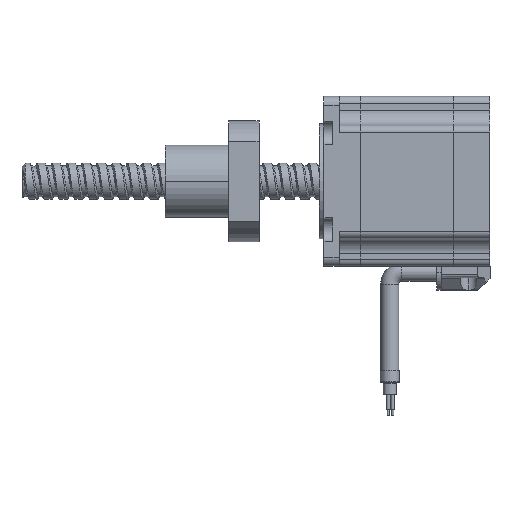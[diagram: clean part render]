
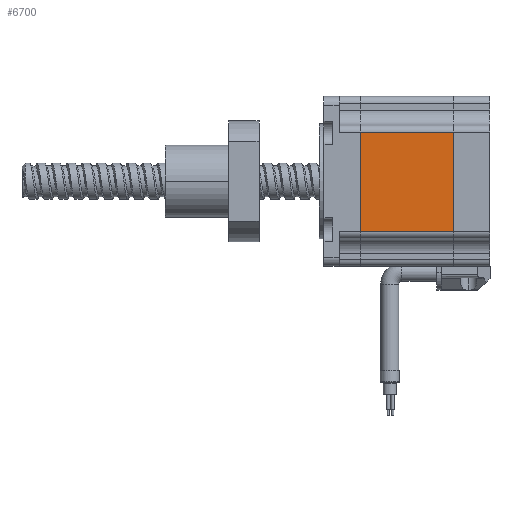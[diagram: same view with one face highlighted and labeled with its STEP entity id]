
A CAD part, left-side view. The second image highlights one B-rep face of the part: STEP entity #6700.
In plain terms, the highlighted planar face has unit normal (-1, 0, 0).
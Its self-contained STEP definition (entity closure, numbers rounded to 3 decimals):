
#1371 = VERTEX_POINT ( 'NONE', #8841 ) ;
#1404 = DIRECTION ( 'NONE',  ( 1., 0., 0. ) ) ;
#1441 = EDGE_LOOP ( 'NONE', ( #8382, #14563, #1842, #2202 ) ) ;
#1842 = ORIENTED_EDGE ( 'NONE', *, *, #15386, .F. ) ;
#2202 = ORIENTED_EDGE ( 'NONE', *, *, #7100, .F. ) ;
#2568 = EDGE_CURVE ( 'NONE', #1371, #14621, #3708, .T. ) ;
#3708 = LINE ( 'NONE', #8702, #12668 ) ;
#4859 = LINE ( 'NONE', #11796, #8024 ) ;
#6700 = ADVANCED_FACE ( 'NONE', ( #13201 ), #18274, .F. ) ;
#7100 = EDGE_CURVE ( 'NONE', #14621, #19612, #17888, .T. ) ;
#7108 = DIRECTION ( 'NONE',  ( 0., 0., -1. ) ) ;
#7266 = CARTESIAN_POINT ( 'NONE',  ( -28.1, -7.001, -16.7 ) ) ;
#8024 = VECTOR ( 'NONE', #18779, 1000. ) ;
#8382 = ORIENTED_EDGE ( 'NONE', *, *, #2568, .F. ) ;
#8702 = CARTESIAN_POINT ( 'NONE',  ( -28.1, -37.99, 25.1 ) ) ;
#8841 = CARTESIAN_POINT ( 'NONE',  ( -28.1, -37.99, 16.3 ) ) ;
#9195 = CARTESIAN_POINT ( 'NONE',  ( -28.1, -50., -16.7 ) ) ;
#9228 = LINE ( 'NONE', #10923, #17450 ) ;
#9443 = DIRECTION ( 'NONE',  ( 0., 0., 1. ) ) ;
#9942 = AXIS2_PLACEMENT_3D ( 'NONE', #11617, #1404, #21779 ) ;
#10230 = CARTESIAN_POINT ( 'NONE',  ( -28.1, -37.99, -16.7 ) ) ;
#10779 = DIRECTION ( 'NONE',  ( 0., 1., 0. ) ) ;
#10923 = CARTESIAN_POINT ( 'NONE',  ( -28.1, -7.001, 25.1 ) ) ;
#11070 = VERTEX_POINT ( 'NONE', #16289 ) ;
#11617 = CARTESIAN_POINT ( 'NONE',  ( -28.1, 5., 25.1 ) ) ;
#11796 = CARTESIAN_POINT ( 'NONE',  ( -28.1, -50., 16.3 ) ) ;
#12668 = VECTOR ( 'NONE', #7108, 1000. ) ;
#13201 = FACE_OUTER_BOUND ( 'NONE', #1441, .T. ) ;
#14563 = ORIENTED_EDGE ( 'NONE', *, *, #21010, .T. ) ;
#14621 = VERTEX_POINT ( 'NONE', #10230 ) ;
#15386 = EDGE_CURVE ( 'NONE', #19612, #11070, #9228, .T. ) ;
#16289 = CARTESIAN_POINT ( 'NONE',  ( -28.1, -7.001, 16.3 ) ) ;
#16764 = VECTOR ( 'NONE', #10779, 1000. ) ;
#17450 = VECTOR ( 'NONE', #9443, 1000. ) ;
#17888 = LINE ( 'NONE', #9195, #16764 ) ;
#18274 = PLANE ( 'NONE',  #9942 ) ;
#18779 = DIRECTION ( 'NONE',  ( 0., 1., 0. ) ) ;
#19612 = VERTEX_POINT ( 'NONE', #7266 ) ;
#21010 = EDGE_CURVE ( 'NONE', #1371, #11070, #4859, .T. ) ;
#21779 = DIRECTION ( 'NONE',  ( 0., 0., -1. ) ) ;
